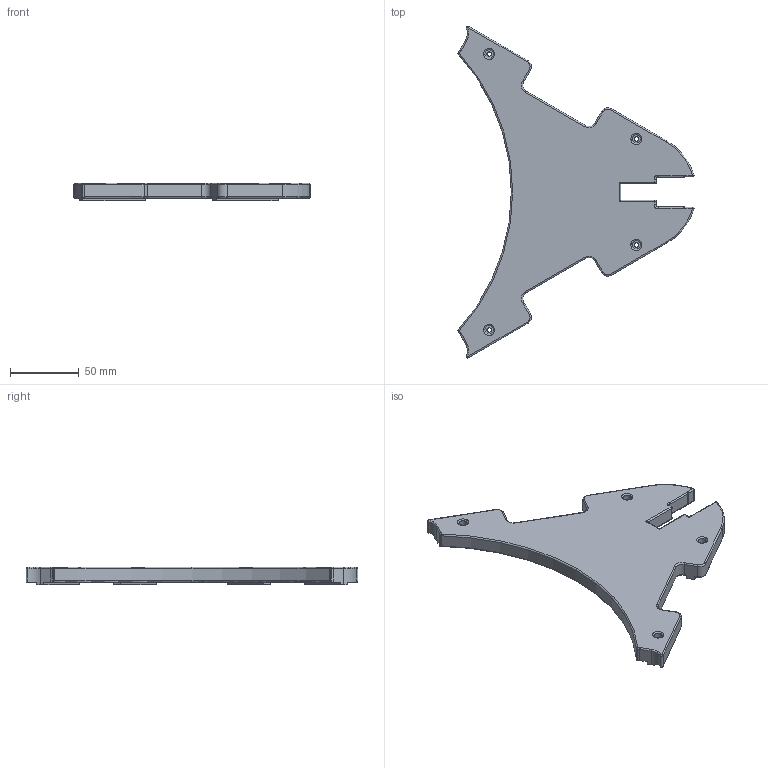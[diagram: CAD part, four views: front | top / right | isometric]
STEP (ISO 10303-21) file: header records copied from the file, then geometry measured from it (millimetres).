
FILE_DESCRIPTION (( 'STEP AP203' ), '1' );
FILE_NAME ('motor_cover.step', '2016-03-08T04:33:05', ( '' ), ( '' ), 'SwSTEP 2.0', 'SolidWorks 2015', '' );
FILE_SCHEMA (( 'CONFIG_CONTROL_DESIGN' ));
Length unit declared in the file: millimetre
Products named in the file (1): motor_cover
Bounding box: 172.21 x 242.24 x 13 mm (x, y, z)
Volume: 102957.4 mm3; surface area: 49438.9 mm2
Topology: 1 solids, 1 shells, 313 faces, 752 edges, 429 vertices
Faces by surface type: cylinder 145, torus 79, plane 59, sphere 30
Entity records: 9059 total; most frequent: DIRECTION 1715, CARTESIAN_POINT 1658, ORIENTED_EDGE 1454, EDGE_CURVE 727, AXIS2_PLACEMENT_3D 708, VERTEX_POINT 421, CIRCLE 394, EDGE_LOOP 326
